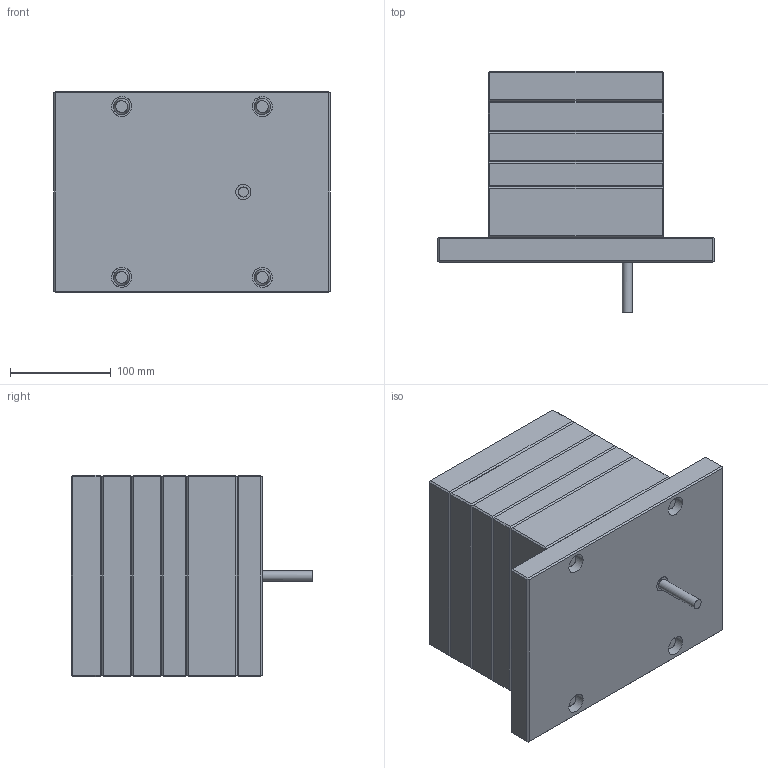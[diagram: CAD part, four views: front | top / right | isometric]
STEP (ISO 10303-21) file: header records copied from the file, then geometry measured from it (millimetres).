
FILE_DESCRIPTION((''),'2;1');
FILE_NAME( 'filler_cap.stp', '2000-08-29T14:26:09',('User'),('SDRC'),'I-DEAS Master Series 8','UNIX', 'Yes');
FILE_SCHEMA(('CONFIG_CONTROL_DESIGN'));
Length unit declared in the file: millimetre
Assembly tree (34 placements, depth 0):
Bounding box: 275 x 240 x 200 mm (x, y, z)
Volume: 6926426.6 mm3; surface area: 888759.7 mm2
Topology: 32 solids, 32 shells, 881 faces, 2201 edges, 1471 vertices
Faces by surface type: bspline 881
Entity records: 33651 total; most frequent: CARTESIAN_POINT 18807, ORIENTED_EDGE 3934, EDGE_CURVE 1967, VERTEX_POINT 1303, EDGE_LOOP 900, FACE_OUTER_BOUND 760, ADVANCED_FACE 760, B_SPLINE_CURVE_WITH_KNOTS 696
